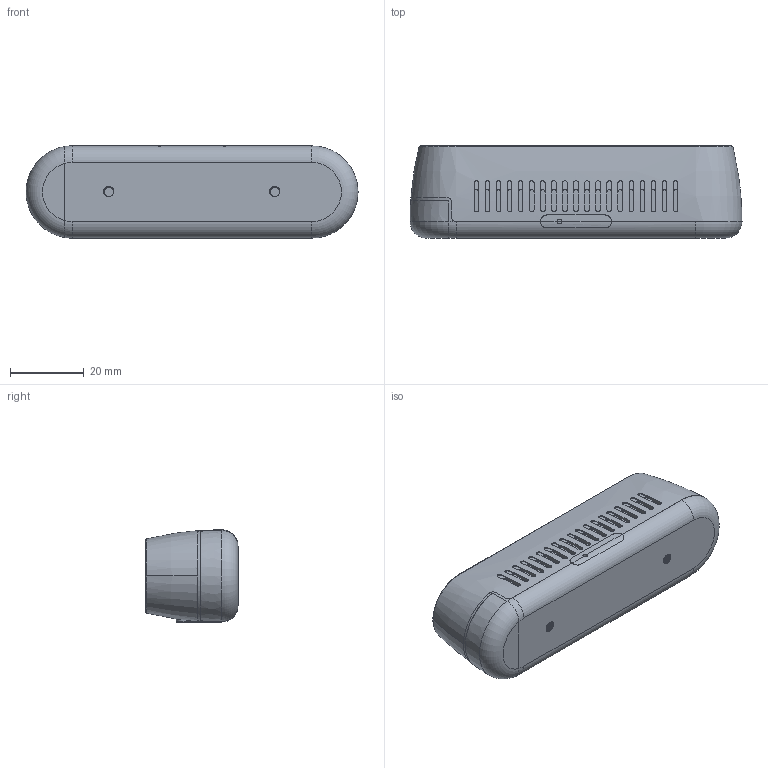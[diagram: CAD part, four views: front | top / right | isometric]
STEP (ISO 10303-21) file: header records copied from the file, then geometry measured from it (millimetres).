
FILE_DESCRIPTION(/* description */ (''),/* implementation_level */ '2;1');
FILE_NAME(/* name */ 'Intel Realsense D435 v1.step',/* time_stamp */ '2023-12-08T09:47:48Z',/* author */ (''),/* organization */ (''),/* preprocessor_version */ 'ST-DEVELOPER v20',/* originating_system */ 'Autodesk Translation Framework v12.14.0.127',/* authorisation */ '');
FILE_SCHEMA (('AUTOMOTIVE_DESIGN { 1 0 10303 214 3 1 1 }'));
Length unit declared in the file: millimetre
Products named in the file (1): Intel Realsense D435
Bounding box: 90 x 25 x 25 mm (x, y, z)
Volume: 48710.2 mm3; surface area: 14954.3 mm2
Topology: 5 solids, 5 shells, 384 faces, 1005 edges, 666 vertices
Faces by surface type: cylinder 189, plane 154, bspline 31, torus 10
Full cylindrical faces by diameter (mm): 1.25 x1, 2.5 x16, 3.041 x16, 5 x4, 5.866 x4
Entity records: 20215 total; most frequent: CARTESIAN_POINT 11071, ORIENTED_EDGE 2010, DIRECTION 1744, EDGE_CURVE 1005, VERTEX_POINT 666, AXIS2_PLACEMENT_3D 636, LINE 472, VECTOR 472
